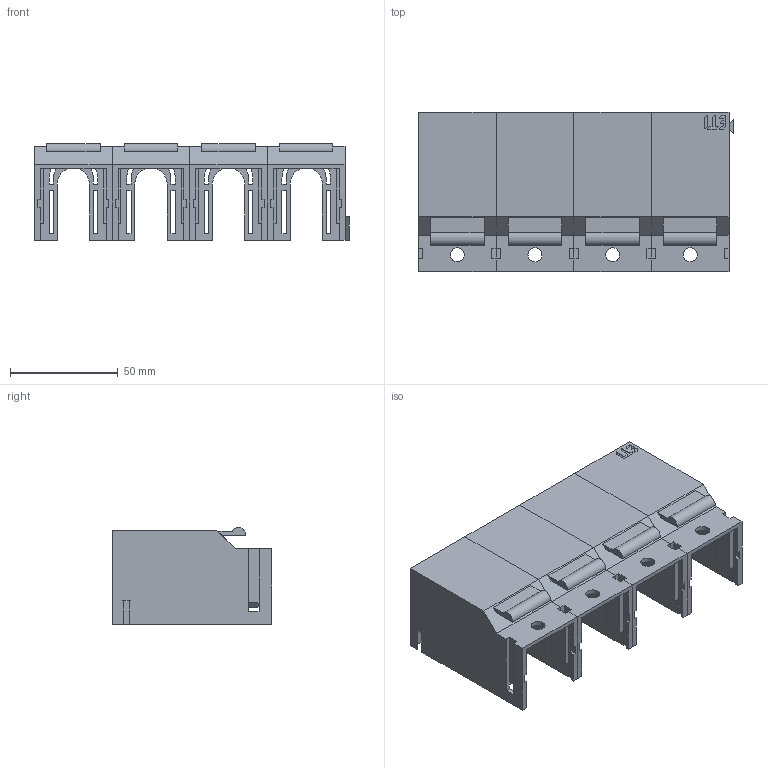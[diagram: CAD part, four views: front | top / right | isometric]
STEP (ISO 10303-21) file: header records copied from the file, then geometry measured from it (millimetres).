
FILE_DESCRIPTION((''),'2;1');
FILE_NAME('004661500_LBS_TS160-3P_ASM','2021-09-23T',('marketing.praksa'),('Audax d.o.o.'),'CREO PARAMETRIC BY PTC INC, 2017480','CREO PARAMETRIC BY PTC INC, 2017480','');
FILE_SCHEMA(('AUTOMOTIVE_DESIGN { 1 0 10303 214 1 1 1 1 }'));
Length unit declared in the file: millimetre
Products named in the file (8): 26943014_01_1; 26943014_02_1; 26943014_03_1; PRT9565_1_1; PRT9565_1_2; PRT9565_1_3; PRT9565_1_ASM; 004661500_LBS_TS160-3P_ASM
Assembly tree (8 placements, depth 3):
  004661500_LBS_TS160-3P_ASM
    26943014_01_1
    26943014_02_1  x2
    26943014_03_1
    PRT9565_1_ASM
      PRT9565_1_1
      PRT9565_1_2
      PRT9565_1_3
Bounding box: 146.05 x 73.8 x 44.95 mm (x, y, z)
Volume: 79088 mm3; surface area: 83352.6 mm2
Topology: 7 solids, 7 shells, 457 faces, 1380 edges, 928 vertices
Faces by surface type: plane 377, cylinder 80
Entity records: 16745 total; most frequent: CARTESIAN_POINT 2261, ORIENTED_EDGE 2214, DIRECTION 2039, PRESENTATION_STYLE_ASSIGNMENT 1157, STYLED_ITEM 1157, CURVE_STYLE 1107, EDGE_CURVE 1107, VECTOR 951
